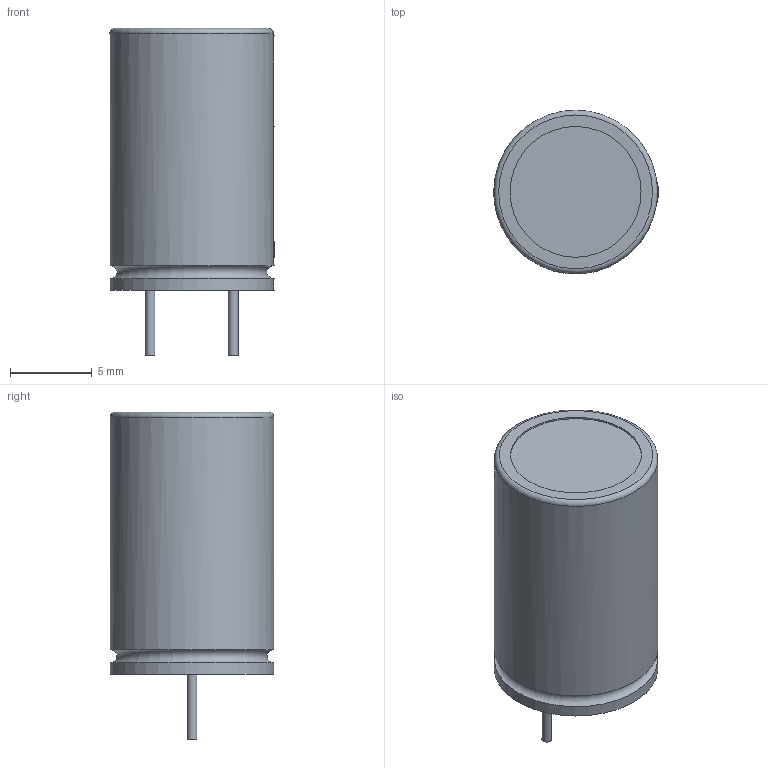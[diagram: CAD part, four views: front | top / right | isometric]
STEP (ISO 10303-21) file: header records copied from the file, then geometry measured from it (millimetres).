
FILE_DESCRIPTION(('FreeCAD Model'),'2;1');
FILE_NAME('Open CASCADE Shape Model','2023-02-17T10:05:12',('BT'),(''), 'Open CASCADE STEP processor 7.6','FreeCAD','Unknown');
FILE_SCHEMA(('AUTOMOTIVE_DESIGN { 1 0 10303 214 1 1 1 1 }'));
Length unit declared in the file: millimetre
Products named in the file (1): Fillet
Bounding box: 10.05 x 10 x 20 mm (x, y, z)
Volume: 1246.5 mm3; surface area: 687.3 mm2
Topology: 1 solids, 1 shells, 23 faces, 53 edges, 36 vertices
Faces by surface type: plane 12, cylinder 9, torus 2
Full cylindrical faces by diameter (mm): 0.6 x2, 8 x1, 10 x1
Entity records: 999 total; most frequent: CARTESIAN_POINT 277, DIRECTION 123, ORIENTED_EDGE 106, EDGE_CURVE 53, AXIS2_PLACEMENT_3D 50, VERTEX_POINT 36, FACE_BOUND 27, EDGE_LOOP 27
